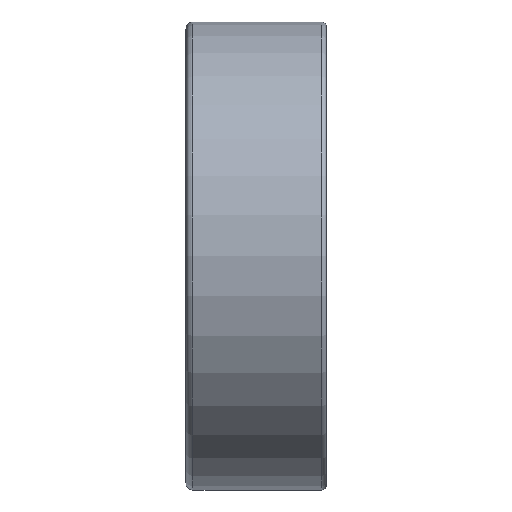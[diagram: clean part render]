
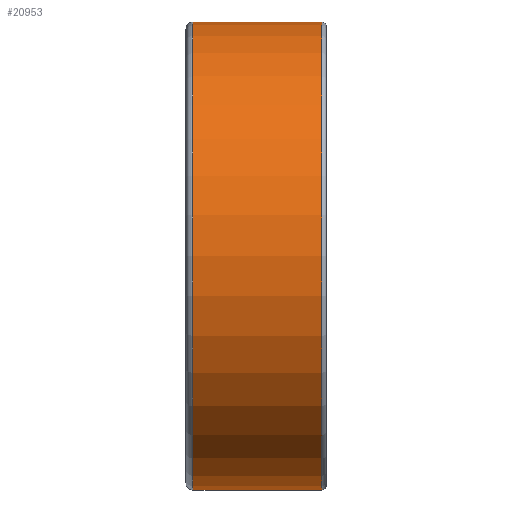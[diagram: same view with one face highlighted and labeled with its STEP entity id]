
A CAD part, top view. The second image highlights one B-rep face of the part: STEP entity #20953.
In plain terms, the highlighted cylindrical face has radius 10 mm (diameter 20 mm), a partial arc.
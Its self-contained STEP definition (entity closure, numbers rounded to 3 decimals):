
#10391=DIRECTION('',(-1.,0.,0.));
#10392=VECTOR('',#10391,5.5);
#10393=CARTESIAN_POINT('',(2.8,10.,0.));
#10394=LINE('',#10393,#10392);
#10398=DIRECTION('',(-1.,0.,0.));
#10399=VECTOR('',#10398,5.5);
#10400=CARTESIAN_POINT('',(2.8,-10.,0.));
#10401=LINE('',#10400,#10399);
#10413=CARTESIAN_POINT('',(2.8,0.,0.));
#10414=DIRECTION('',(1.,0.,0.));
#10415=DIRECTION('',(0.,1.,0.));
#10416=AXIS2_PLACEMENT_3D('',#10413,#10414,#10415);
#10421=CARTESIAN_POINT('',(-2.7,0.,0.));
#10422=DIRECTION('',(1.,0.,0.));
#10423=DIRECTION('',(0.,1.,0.));
#10424=AXIS2_PLACEMENT_3D('',#10421,#10422,#10423);
#17607=CARTESIAN_POINT('',(2.8,10.,0.));
#17608=CARTESIAN_POINT('',(-2.7,10.,0.));
#17609=VERTEX_POINT('',#17607);
#17610=VERTEX_POINT('',#17608);
#17619=CARTESIAN_POINT('',(2.8,-10.,0.));
#17620=CARTESIAN_POINT('',(-2.7,-10.,0.));
#17621=VERTEX_POINT('',#17619);
#17622=VERTEX_POINT('',#17620);
#20941=CARTESIAN_POINT('',(-3.3,0.,0.));
#20942=DIRECTION('',(1.,0.,0.));
#20943=DIRECTION('',(0.,-1.,0.));
#20944=AXIS2_PLACEMENT_3D('',#20941,#20942,#20943);
#20945=CYLINDRICAL_SURFACE('',#20944,10.);
#20946=ORIENTED_EDGE('',*,*,#20931,.F.);
#20947=ORIENTED_EDGE('',*,*,#20908,.T.);
#20948=ORIENTED_EDGE('',*,*,#20935,.T.);
#20950=ORIENTED_EDGE('',*,*,#20949,.F.);
#20951=EDGE_LOOP('',(#20946,#20947,#20948,#20950));
#20952=FACE_OUTER_BOUND('',#20951,.F.);
#10417=CIRCLE('',#10416,10.);
#10425=CIRCLE('',#10424,10.);
#20908=EDGE_CURVE('',#17609,#17621,#10417,.T.);
#20931=EDGE_CURVE('',#17609,#17610,#10394,.T.);
#20935=EDGE_CURVE('',#17621,#17622,#10401,.T.);
#20949=EDGE_CURVE('',#17610,#17622,#10425,.T.);
#20953=ADVANCED_FACE('',(#20952),#20945,.T.);
